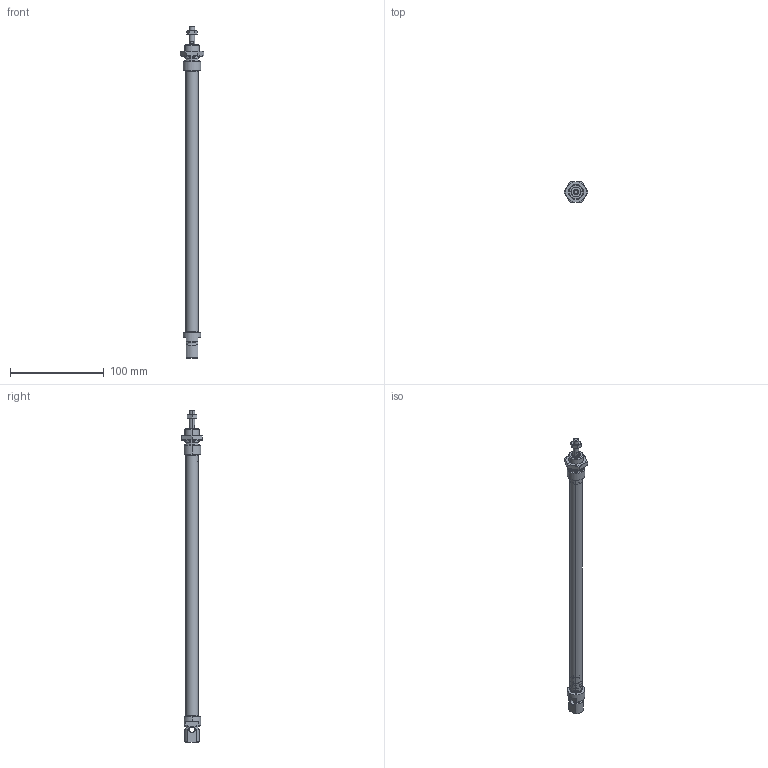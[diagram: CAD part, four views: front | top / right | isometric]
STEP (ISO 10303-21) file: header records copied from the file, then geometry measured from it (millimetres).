
FILE_DESCRIPTION (( 'STEP AP203' ), '1' );
FILE_NAME ('MADE0MN0120250.step', '2022-03-16T07:47:57', ( '' ), ( '' ), 'SwSTEP 2.0', 'SolidWorks 2021', '' );
FILE_SCHEMA (( 'CONFIG_CONTROL_DESIGN' ));
Length unit declared in the file: millimetre
Products named in the file (1): MADE0MN0120250
Bounding box: 25.4 x 22 x 354 mm (x, y, z)
Volume: 29503.1 mm3; surface area: 38547.8 mm2
Topology: 15 solids, 15 shells, 414 faces, 947 edges, 585 vertices
Faces by surface type: plane 130, cylinder 128, cone 116, torus 40
Entity records: 12104 total; most frequent: CARTESIAN_POINT 2413, DIRECTION 2179, ORIENTED_EDGE 1890, EDGE_CURVE 945, AXIS2_PLACEMENT_3D 907, VERTEX_POINT 585, CIRCLE 492, EDGE_LOOP 470
